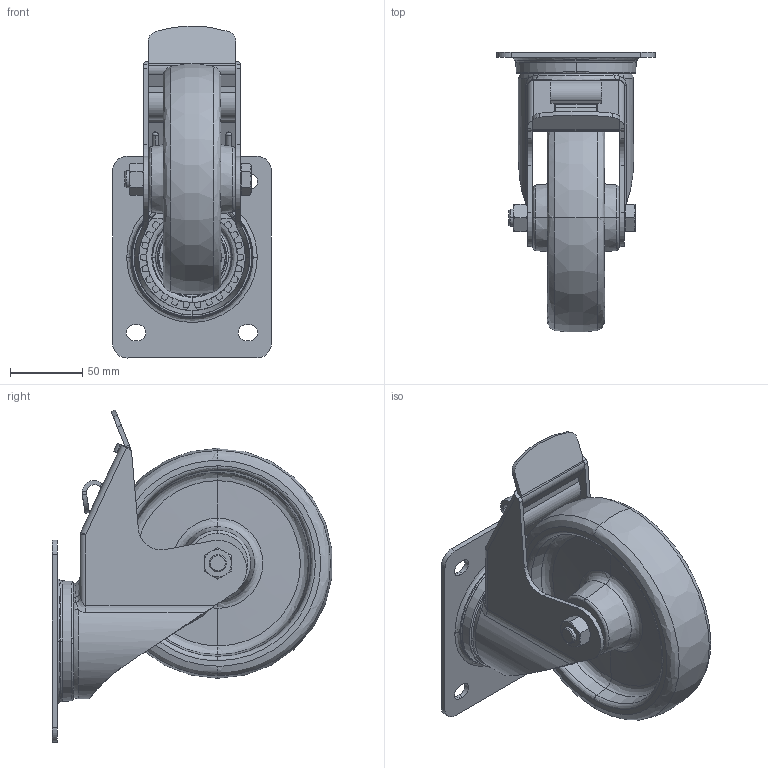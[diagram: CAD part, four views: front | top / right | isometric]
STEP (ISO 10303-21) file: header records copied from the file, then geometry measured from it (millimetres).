
FILE_DESCRIPTION (( 'STEP AP203' ), '1' );
FILE_NAME ('412536738.STEP', '2022-08-23T15:27:16', ( '' ), ( '' ), 'SwSTEP 2.0', 'SolidWorks 2014', '' );
FILE_SCHEMA (( 'CONFIG_CONTROL_DESIGN' ));
Length unit declared in the file: millimetre
Products named in the file (1): 412536738
Bounding box: 110 x 194.21 x 230.36 mm (x, y, z)
Volume: 688057 mm3; surface area: 189136.3 mm2
Topology: 3 solids, 15 shells, 848 faces, 2263 edges, 1456 vertices
Faces by surface type: cylinder 327, plane 272, bspline 194, cone 53, torus 2
Entity records: 34814 total; most frequent: CARTESIAN_POINT 14454, ORIENTED_EDGE 4514, DIRECTION 4012, EDGE_CURVE 2257, AXIS2_PLACEMENT_3D 1541, VERTEX_POINT 1456, LINE 930, VECTOR 930
